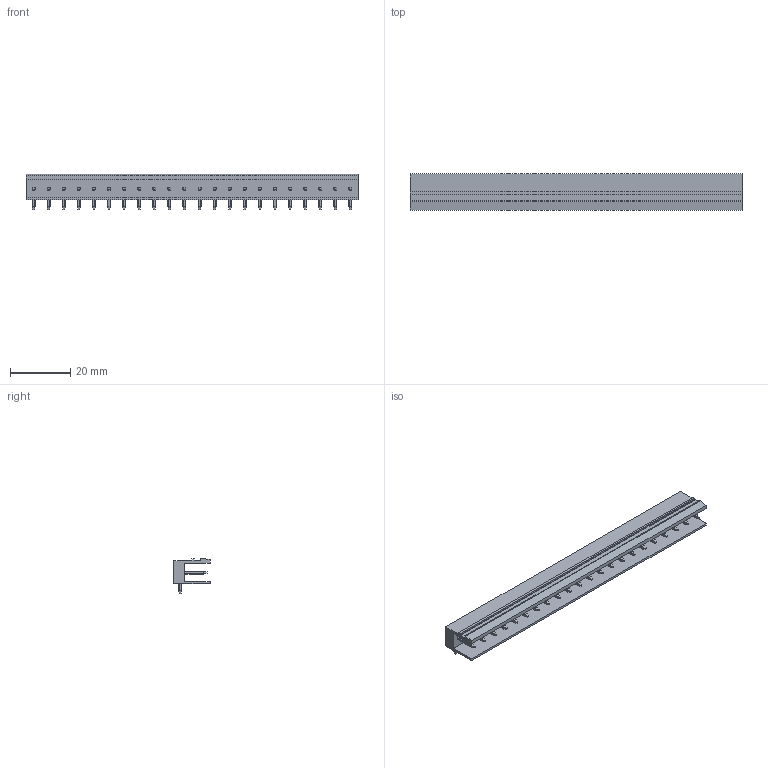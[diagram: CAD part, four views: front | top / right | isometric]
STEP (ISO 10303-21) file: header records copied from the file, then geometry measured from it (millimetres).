
FILE_DESCRIPTION(('CATIA V5 STEP Exchange','CAx-IF Rec.Pracs.--- Model Styling and Organization---1.2---2011-12-15'),'2;1');
FILE_NAME ('D1452881_0_1571320000_1571320000.stp','2018-10-13T05:03:38+00:00',('none'),('Weidmueller'),'CATIA Version 5-6 Release 2014','CATIA V5 STEP AP214','none');
FILE_SCHEMA(('AUTOMOTIVE_DESIGN { 1 0 10303 214 1 1 1 1 }'));
Length unit declared in the file: millimetre
Products named in the file (1): 1571320000
Bounding box: 110 x 12 x 11.7 mm (x, y, z)
Volume: 4924 mm3; surface area: 8185.2 mm2
Topology: 23 solids, 23 shells, 855 faces, 2251 edges, 1442 vertices
Faces by surface type: plane 501, cylinder 354
Entity records: 23667 total; most frequent: CARTESIAN_POINT 5760, ORIENTED_EDGE 4502, EDGE_CURVE 2245, DIRECTION 2209, VERTEX_POINT 1434, VECTOR 1365, LINE 1365, EDGE_LOOP 899
